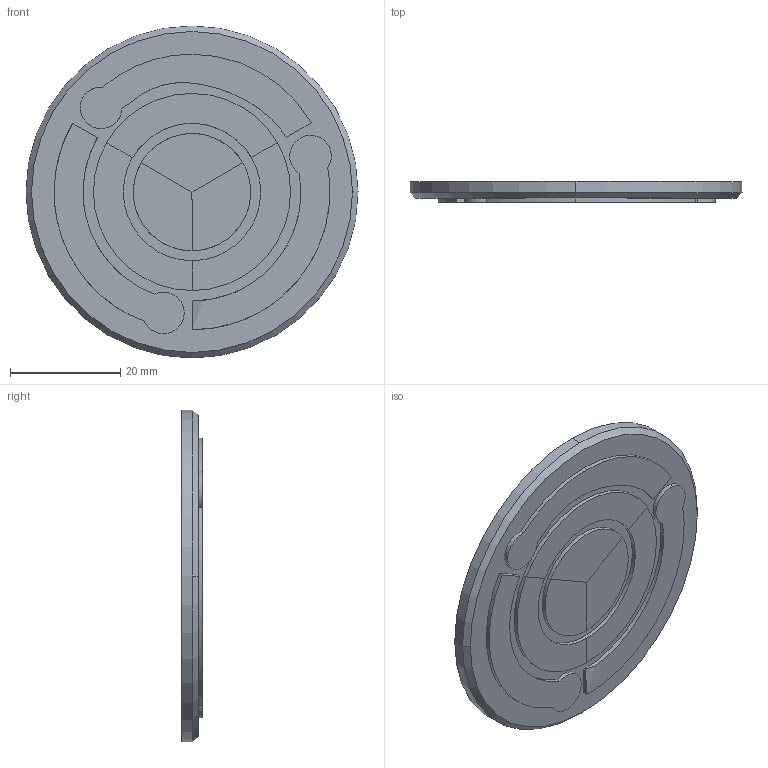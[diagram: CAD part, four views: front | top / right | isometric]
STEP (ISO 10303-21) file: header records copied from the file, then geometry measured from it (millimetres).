
FILE_DESCRIPTION((''),'2;1');
FILE_NAME('227-001385_PLASTIC_EMBLEM_OPENC','2017-01-17T',('BGH44976'),(''),'CREO PARAMETRIC BY PTC INC, 2015080','CREO PARAMETRIC BY PTC INC, 2015080','');
FILE_SCHEMA(('AUTOMOTIVE_DESIGN { 1 0 10303 214 1 1 1 1 }'));
Length unit declared in the file: millimetre
Products named in the file (1): 227-001385_PLASTIC_EMBLEM_OPENC
Bounding box: 60.22 x 3.75 x 60.22 mm (x, y, z)
Surface area: 9878.1 mm2 (no closed solid volume)
Topology: 0 solids, 12 shells, 64 faces, 126 edges, 86 vertices
Faces by surface type: plane 39, cylinder 13, extrusion 10, cone 2
Entity records: 2391 total; most frequent: CARTESIAN_POINT 482, DIRECTION 253, ORIENTED_EDGE 252, PRESENTATION_STYLE_ASSIGNMENT 148, STYLED_ITEM 138, CURVE_STYLE 126, EDGE_CURVE 126, VERTEX_POINT 86
